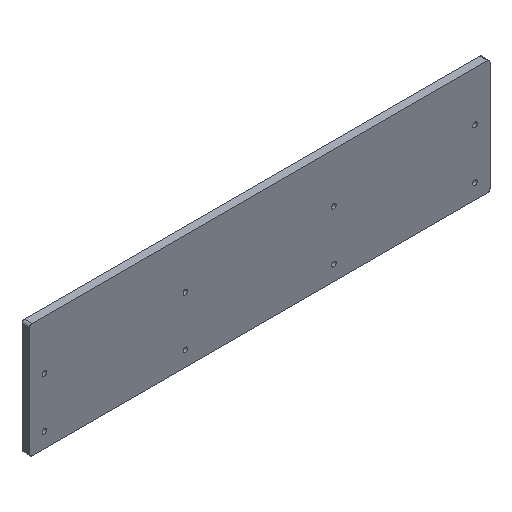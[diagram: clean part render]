
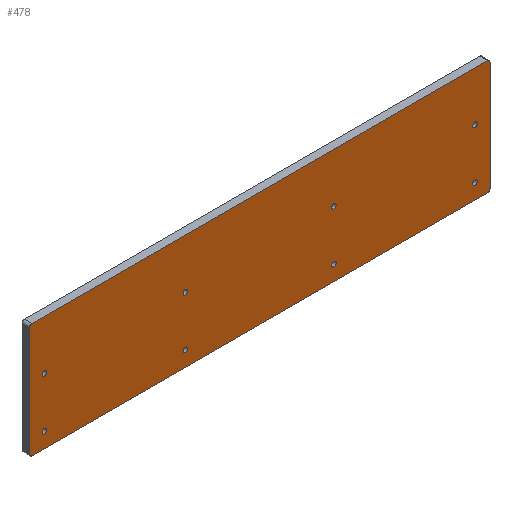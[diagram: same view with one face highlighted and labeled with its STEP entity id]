
A CAD part, isometric view. The second image highlights one B-rep face of the part: STEP entity #478.
In plain terms, the highlighted planar face has unit normal (0, -1, 0).
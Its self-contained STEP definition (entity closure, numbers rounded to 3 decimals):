
#35=FACE_BOUND('',#109,.T.);
#36=FACE_BOUND('',#110,.T.);
#37=FACE_BOUND('',#111,.T.);
#38=FACE_BOUND('',#112,.T.);
#39=FACE_BOUND('',#113,.T.);
#40=FACE_BOUND('',#114,.T.);
#41=FACE_BOUND('',#115,.T.);
#42=FACE_BOUND('',#116,.T.);
#48=PLANE('',#550);
#74=FACE_OUTER_BOUND('',#108,.T.);
#108=EDGE_LOOP('',(#429,#430,#431,#432,#433,#434,#435,#436));
#109=EDGE_LOOP('',(#437));
#110=EDGE_LOOP('',(#438));
#111=EDGE_LOOP('',(#439));
#112=EDGE_LOOP('',(#440));
#113=EDGE_LOOP('',(#441));
#114=EDGE_LOOP('',(#442));
#115=EDGE_LOOP('',(#443));
#116=EDGE_LOOP('',(#444));
#140=LINE('',#808,#172);
#143=LINE('',#816,#175);
#146=LINE('',#824,#178);
#148=LINE('',#830,#180);
#172=VECTOR('',#672,10.);
#175=VECTOR('',#681,10.);
#178=VECTOR('',#690,10.);
#180=VECTOR('',#698,10.);
#194=CIRCLE('',#509,1.5);
#196=CIRCLE('',#513,1.5);
#198=CIRCLE('',#517,1.5);
#200=CIRCLE('',#521,1.5);
#202=CIRCLE('',#525,1.5);
#204=CIRCLE('',#529,1.5);
#206=CIRCLE('',#533,1.5);
#208=CIRCLE('',#537,1.5);
#209=CIRCLE('',#539,1.75);
#210=CIRCLE('',#542,1.75);
#211=CIRCLE('',#545,1.75);
#212=CIRCLE('',#548,1.75);
#230=VERTEX_POINT('',#740);
#232=VERTEX_POINT('',#748);
#234=VERTEX_POINT('',#756);
#236=VERTEX_POINT('',#764);
#238=VERTEX_POINT('',#772);
#240=VERTEX_POINT('',#780);
#242=VERTEX_POINT('',#788);
#244=VERTEX_POINT('',#796);
#245=VERTEX_POINT('',#800);
#246=VERTEX_POINT('',#802);
#247=VERTEX_POINT('',#806);
#248=VERTEX_POINT('',#810);
#249=VERTEX_POINT('',#814);
#250=VERTEX_POINT('',#818);
#251=VERTEX_POINT('',#820);
#252=VERTEX_POINT('',#826);
#272=EDGE_CURVE('',#230,#230,#194,.T.);
#276=EDGE_CURVE('',#232,#232,#196,.T.);
#280=EDGE_CURVE('',#234,#234,#198,.T.);
#284=EDGE_CURVE('',#236,#236,#200,.T.);
#288=EDGE_CURVE('',#238,#238,#202,.T.);
#292=EDGE_CURVE('',#240,#240,#204,.T.);
#296=EDGE_CURVE('',#242,#242,#206,.T.);
#300=EDGE_CURVE('',#244,#244,#208,.T.);
#302=EDGE_CURVE('',#245,#246,#209,.T.);
#305=EDGE_CURVE('',#245,#247,#140,.T.);
#307=EDGE_CURVE('',#248,#247,#210,.T.);
#309=EDGE_CURVE('',#248,#249,#143,.T.);
#311=EDGE_CURVE('',#250,#251,#211,.T.);
#313=EDGE_CURVE('',#250,#246,#146,.T.);
#315=EDGE_CURVE('',#252,#249,#212,.T.);
#316=EDGE_CURVE('',#252,#251,#148,.T.);
#429=ORIENTED_EDGE('',*,*,#302,.F.);
#430=ORIENTED_EDGE('',*,*,#305,.T.);
#431=ORIENTED_EDGE('',*,*,#307,.F.);
#432=ORIENTED_EDGE('',*,*,#309,.T.);
#433=ORIENTED_EDGE('',*,*,#315,.F.);
#434=ORIENTED_EDGE('',*,*,#316,.T.);
#435=ORIENTED_EDGE('',*,*,#311,.F.);
#436=ORIENTED_EDGE('',*,*,#313,.T.);
#437=ORIENTED_EDGE('',*,*,#272,.F.);
#438=ORIENTED_EDGE('',*,*,#288,.F.);
#439=ORIENTED_EDGE('',*,*,#284,.F.);
#440=ORIENTED_EDGE('',*,*,#300,.F.);
#441=ORIENTED_EDGE('',*,*,#280,.F.);
#442=ORIENTED_EDGE('',*,*,#292,.F.);
#443=ORIENTED_EDGE('',*,*,#276,.F.);
#444=ORIENTED_EDGE('',*,*,#296,.F.);
#478=ADVANCED_FACE('',(#74,#35,#36,#37,#38,#39,#40,#41,#42),#48,.F.);
#509=AXIS2_PLACEMENT_3D('',#742,#591,#592);
#513=AXIS2_PLACEMENT_3D('',#750,#601,#602);
#517=AXIS2_PLACEMENT_3D('',#758,#611,#612);
#521=AXIS2_PLACEMENT_3D('',#766,#621,#622);
#525=AXIS2_PLACEMENT_3D('',#774,#631,#632);
#529=AXIS2_PLACEMENT_3D('',#782,#641,#642);
#533=AXIS2_PLACEMENT_3D('',#790,#651,#652);
#537=AXIS2_PLACEMENT_3D('',#798,#661,#662);
#539=AXIS2_PLACEMENT_3D('',#803,#666,#667);
#542=AXIS2_PLACEMENT_3D('',#812,#676,#677);
#545=AXIS2_PLACEMENT_3D('',#821,#685,#686);
#548=AXIS2_PLACEMENT_3D('',#828,#694,#695);
#550=AXIS2_PLACEMENT_3D('',#831,#699,#700);
#591=DIRECTION('center_axis',(0.,-1.,0.));
#592=DIRECTION('ref_axis',(1.,0.,0.));
#601=DIRECTION('center_axis',(0.,-1.,0.));
#602=DIRECTION('ref_axis',(1.,0.,0.));
#611=DIRECTION('center_axis',(0.,-1.,0.));
#612=DIRECTION('ref_axis',(1.,0.,0.));
#621=DIRECTION('center_axis',(0.,-1.,0.));
#622=DIRECTION('ref_axis',(1.,0.,0.));
#631=DIRECTION('center_axis',(0.,-1.,0.));
#632=DIRECTION('ref_axis',(1.,0.,0.));
#641=DIRECTION('center_axis',(0.,-1.,0.));
#642=DIRECTION('ref_axis',(1.,0.,0.));
#651=DIRECTION('center_axis',(0.,-1.,0.));
#652=DIRECTION('ref_axis',(1.,0.,0.));
#661=DIRECTION('center_axis',(0.,-1.,0.));
#662=DIRECTION('ref_axis',(1.,0.,0.));
#666=DIRECTION('center_axis',(0.,1.,0.));
#667=DIRECTION('ref_axis',(0.707,0.,-0.707));
#672=DIRECTION('',(0.,0.,1.));
#676=DIRECTION('center_axis',(0.,1.,0.));
#677=DIRECTION('ref_axis',(0.707,0.,0.707));
#681=DIRECTION('',(-1.,0.,0.));
#685=DIRECTION('center_axis',(0.,1.,0.));
#686=DIRECTION('ref_axis',(-0.707,0.,-0.707));
#690=DIRECTION('',(1.,0.,0.));
#694=DIRECTION('center_axis',(0.,1.,0.));
#695=DIRECTION('ref_axis',(-0.707,0.,0.707));
#698=DIRECTION('',(0.,0.,-1.));
#699=DIRECTION('center_axis',(0.,1.,0.));
#700=DIRECTION('ref_axis',(1.,0.,0.));
#740=CARTESIAN_POINT('',(288.25,0.,9.75));
#742=CARTESIAN_POINT('Origin',(289.75,0.,9.75));
#748=CARTESIAN_POINT('',(288.25,0.,42.25));
#750=CARTESIAN_POINT('Origin',(289.75,0.,42.25));
#756=CARTESIAN_POINT('',(196.58,0.,42.25));
#758=CARTESIAN_POINT('Origin',(198.08,0.,42.25));
#764=CARTESIAN_POINT('',(196.58,0.,9.75));
#766=CARTESIAN_POINT('Origin',(198.08,0.,9.75));
#772=CARTESIAN_POINT('',(99.92,0.,9.75));
#774=CARTESIAN_POINT('Origin',(101.42,0.,9.75));
#780=CARTESIAN_POINT('',(99.92,0.,42.25));
#782=CARTESIAN_POINT('Origin',(101.42,0.,42.25));
#788=CARTESIAN_POINT('',(8.25,0.,42.25));
#790=CARTESIAN_POINT('Origin',(9.75,0.,42.25));
#796=CARTESIAN_POINT('',(8.25,0.,9.75));
#798=CARTESIAN_POINT('Origin',(9.75,0.,9.75));
#800=CARTESIAN_POINT('',(299.5,0.,1.75));
#802=CARTESIAN_POINT('',(297.75,0.,0.));
#803=CARTESIAN_POINT('Origin',(297.75,0.,1.75));
#806=CARTESIAN_POINT('',(299.5,0.,72.75));
#808=CARTESIAN_POINT('',(299.5,0.,0.));
#810=CARTESIAN_POINT('',(297.75,0.,74.5));
#812=CARTESIAN_POINT('Origin',(297.75,0.,72.75));
#814=CARTESIAN_POINT('',(1.75,0.,74.5));
#816=CARTESIAN_POINT('',(299.5,0.,74.5));
#818=CARTESIAN_POINT('',(1.75,0.,0.));
#820=CARTESIAN_POINT('',(0.,0.,1.75));
#821=CARTESIAN_POINT('Origin',(1.75,0.,1.75));
#824=CARTESIAN_POINT('',(0.,0.,0.));
#826=CARTESIAN_POINT('',(0.,0.,72.75));
#828=CARTESIAN_POINT('Origin',(1.75,0.,72.75));
#830=CARTESIAN_POINT('',(0.,0.,74.5));
#831=CARTESIAN_POINT('Origin',(149.75,0.,37.25));
